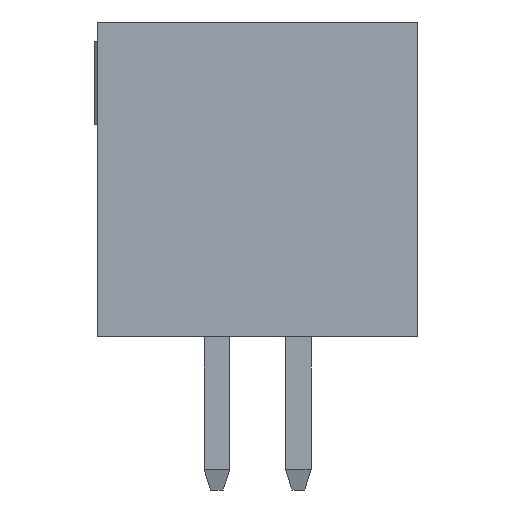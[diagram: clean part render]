
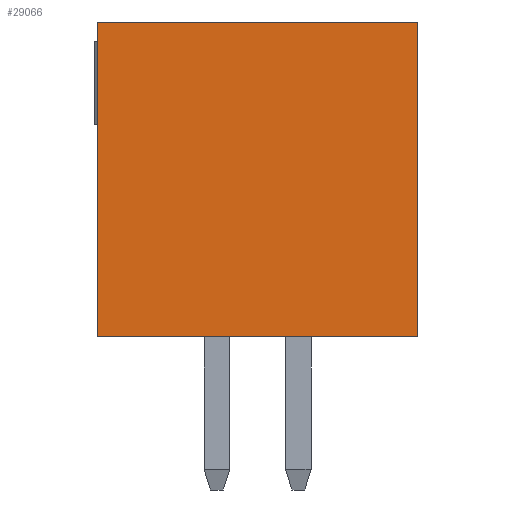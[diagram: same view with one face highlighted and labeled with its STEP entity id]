
A CAD part, front view. The second image highlights one B-rep face of the part: STEP entity #29066.
In plain terms, the highlighted face is planar.
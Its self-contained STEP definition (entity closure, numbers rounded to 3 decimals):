
#1231=ORIENTED_EDGE('',*,*,#6737,.F.);
#1232=ORIENTED_EDGE('',*,*,#6738,.F.);
#1233=ORIENTED_EDGE('',*,*,#6739,.T.);
#1234=ORIENTED_EDGE('',*,*,#6740,.T.);
#6737=EDGE_CURVE('',#9476,#9477,#11493,.T.);
#6738=EDGE_CURVE('',#9478,#9476,#11494,.T.);
#6739=EDGE_CURVE('',#9478,#9479,#11495,.T.);
#6740=EDGE_CURVE('',#9479,#9477,#11496,.T.);
#9476=VERTEX_POINT('',#38250);
#9477=VERTEX_POINT('',#38251);
#9478=VERTEX_POINT('',#38253);
#9479=VERTEX_POINT('',#38255);
#11493=LINE('',#38249,#14453);
#11494=LINE('',#38252,#14454);
#11495=LINE('',#38254,#14455);
#11496=LINE('',#38256,#14456);
#14453=VECTOR('',#32537,1000.);
#14454=VECTOR('',#32538,1000.);
#14455=VECTOR('',#32539,1000.);
#14456=VECTOR('',#32540,1000.);
#16864=EDGE_LOOP('',(#1231,#1232,#1233,#1234));
#18120=FACE_BOUND('',#16864,.T.);
#19376=PLANE('',#30284);
#29066=ADVANCED_FACE('',(#18120),#19376,.T.);
#30284=AXIS2_PLACEMENT_3D('',#38248,#32535,#32536);
#32535=DIRECTION('',(1.,0.,0.));
#32536=DIRECTION('',(0.,0.,-1.));
#32537=DIRECTION('',(0.,0.,-1.));
#32538=DIRECTION('',(0.,1.,0.));
#32539=DIRECTION('',(0.,0.,-1.));
#32540=DIRECTION('',(0.,1.,0.));
#38248=CARTESIAN_POINT('',(17.145,-2.5,2.45));
#38249=CARTESIAN_POINT('',(17.145,2.5,2.45));
#38250=CARTESIAN_POINT('',(17.145,2.5,2.45));
#38251=CARTESIAN_POINT('',(17.145,2.5,-2.45));
#38252=CARTESIAN_POINT('',(17.145,-2.5,2.45));
#38253=CARTESIAN_POINT('',(17.145,-2.5,2.45));
#38254=CARTESIAN_POINT('',(17.145,-2.5,2.45));
#38255=CARTESIAN_POINT('',(17.145,-2.5,-2.45));
#38256=CARTESIAN_POINT('',(17.145,-2.5,-2.45));
